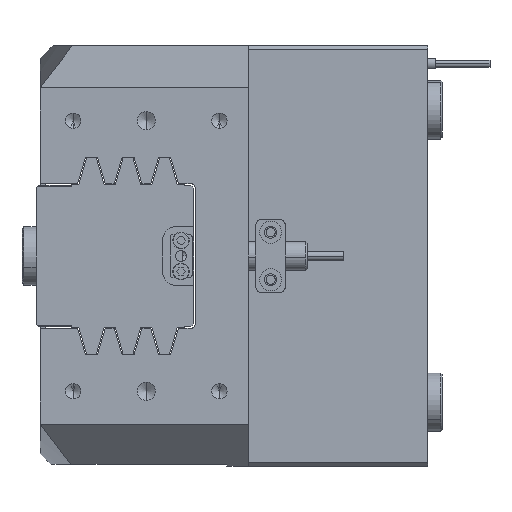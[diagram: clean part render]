
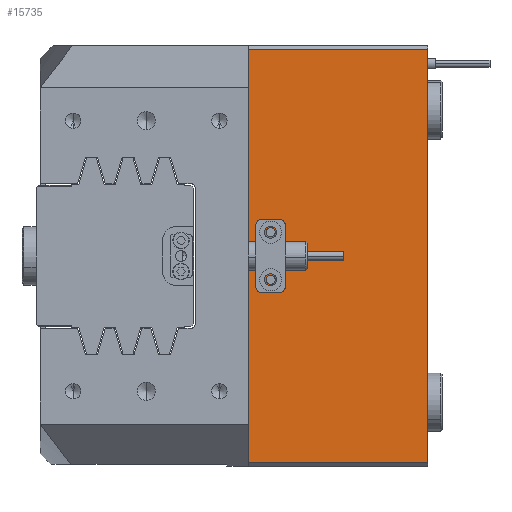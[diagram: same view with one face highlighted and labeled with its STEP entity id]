
A CAD part, left-side view. The second image highlights one B-rep face of the part: STEP entity #15735.
In plain terms, the highlighted planar face has unit normal (-1, 0, 0).
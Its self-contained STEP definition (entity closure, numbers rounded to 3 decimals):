
#335 = CARTESIAN_POINT ( 'NONE',  ( -93., -14.5, 56.5 ) ) ;
#449 = ORIENTED_EDGE ( 'NONE', *, *, #11081, .F. ) ;
#480 = AXIS2_PLACEMENT_3D ( 'NONE', #23301, #29697, #6995 ) ;
#1157 = VERTEX_POINT ( 'NONE', #19502 ) ;
#2830 = CARTESIAN_POINT ( 'NONE',  ( -93., -63.5, 57.5 ) ) ;
#3490 = FACE_BOUND ( 'NONE', #8330, .T. ) ;
#4277 = CARTESIAN_POINT ( 'NONE',  ( -93., -20.5, 5.25 ) ) ;
#4694 = VERTEX_POINT ( 'NONE', #30755 ) ;
#6970 = AXIS2_PLACEMENT_3D ( 'NONE', #10027, #26155, #13085 ) ;
#6995 = DIRECTION ( 'NONE',  ( 0., 1., 0. ) ) ;
#7487 = CIRCLE ( 'NONE', #37551, 1.25 ) ;
#8330 = EDGE_LOOP ( 'NONE', ( #16542, #27434 ) ) ;
#8602 = VECTOR ( 'NONE', #33677, 1000. ) ;
#8705 = DIRECTION ( 'NONE',  ( -1., 0., 0. ) ) ;
#9156 = CIRCLE ( 'NONE', #10160, 1.25 ) ;
#10027 = CARTESIAN_POINT ( 'NONE',  ( -93., -20.5, 6.5 ) ) ;
#10160 = AXIS2_PLACEMENT_3D ( 'NONE', #40064, #8705, #17773 ) ;
#10385 = CARTESIAN_POINT ( 'NONE',  ( -93., -20.5, -7.75 ) ) ;
#10612 = CARTESIAN_POINT ( 'NONE',  ( -93., -63.5, 56.5 ) ) ;
#11001 = DIRECTION ( 'NONE',  ( -1., 0., 0. ) ) ;
#11081 = EDGE_CURVE ( 'NONE', #36739, #37054, #36046, .T. ) ;
#11200 = EDGE_CURVE ( 'NONE', #31088, #4694, #19616, .T. ) ;
#11913 = DIRECTION ( 'NONE',  ( -1., 0., 0. ) ) ;
#12318 = DIRECTION ( 'NONE',  ( 0., 0., -1. ) ) ;
#13085 = DIRECTION ( 'NONE',  ( 0., 0., 1. ) ) ;
#13898 = VERTEX_POINT ( 'NONE', #10385 ) ;
#14175 = DIRECTION ( 'NONE',  ( 0., 0., 1. ) ) ;
#14347 = DIRECTION ( 'NONE',  ( 0., -1., 0. ) ) ;
#15054 = EDGE_LOOP ( 'NONE', ( #30923, #34921, #449, #19053 ) ) ;
#15616 = EDGE_CURVE ( 'NONE', #13898, #1157, #7487, .T. ) ;
#15735 = ADVANCED_FACE ( 'NONE', ( #3490, #33390, #24894 ), #23152, .F. ) ;
#16404 = LINE ( 'NONE', #17836, #34815 ) ;
#16542 = ORIENTED_EDGE ( 'NONE', *, *, #21141, .F. ) ;
#17402 = CARTESIAN_POINT ( 'NONE',  ( -93., -14.5, -56.5 ) ) ;
#17626 = VECTOR ( 'NONE', #28307, 1000. ) ;
#17773 = DIRECTION ( 'NONE',  ( 0., 0., 1. ) ) ;
#17787 = LINE ( 'NONE', #27912, #33727 ) ;
#17836 = CARTESIAN_POINT ( 'NONE',  ( -93., -63.5, -56.5 ) ) ;
#18542 = LINE ( 'NONE', #30494, #8602 ) ;
#19053 = ORIENTED_EDGE ( 'NONE', *, *, #38331, .T. ) ;
#19502 = CARTESIAN_POINT ( 'NONE',  ( -93., -20.5, -5.25 ) ) ;
#19616 = CIRCLE ( 'NONE', #24381, 1.25 ) ;
#19830 = VERTEX_POINT ( 'NONE', #17402 ) ;
#20411 = VERTEX_POINT ( 'NONE', #335 ) ;
#21141 = EDGE_CURVE ( 'NONE', #1157, #13898, #9156, .T. ) ;
#21732 = ORIENTED_EDGE ( 'NONE', *, *, #22503, .F. ) ;
#22503 = EDGE_CURVE ( 'NONE', #4694, #31088, #25534, .T. ) ;
#22973 = ORIENTED_EDGE ( 'NONE', *, *, #11200, .F. ) ;
#23152 = PLANE ( 'NONE',  #480 ) ;
#23301 = CARTESIAN_POINT ( 'NONE',  ( -93., -63.5, 57.5 ) ) ;
#23946 = CARTESIAN_POINT ( 'NONE',  ( -93., -20.5, 6.5 ) ) ;
#24381 = AXIS2_PLACEMENT_3D ( 'NONE', #23946, #11001, #14175 ) ;
#24894 = FACE_OUTER_BOUND ( 'NONE', #15054, .T. ) ;
#25534 = CIRCLE ( 'NONE', #6970, 1.25 ) ;
#26155 = DIRECTION ( 'NONE',  ( -1., 0., 0. ) ) ;
#27434 = ORIENTED_EDGE ( 'NONE', *, *, #15616, .F. ) ;
#27912 = CARTESIAN_POINT ( 'NONE',  ( -93., -14.5, 57.5 ) ) ;
#28307 = DIRECTION ( 'NONE',  ( 0., 0., -1. ) ) ;
#29401 = EDGE_LOOP ( 'NONE', ( #21732, #22973 ) ) ;
#29697 = DIRECTION ( 'NONE',  ( 1., 0., 0. ) ) ;
#30494 = CARTESIAN_POINT ( 'NONE',  ( -93., -63.5, 56.5 ) ) ;
#30755 = CARTESIAN_POINT ( 'NONE',  ( -93., -20.5, 7.75 ) ) ;
#30802 = EDGE_CURVE ( 'NONE', #19830, #37054, #16404, .T. ) ;
#30923 = ORIENTED_EDGE ( 'NONE', *, *, #32510, .T. ) ;
#30975 = CARTESIAN_POINT ( 'NONE',  ( -93., -20.5, -6.5 ) ) ;
#31088 = VERTEX_POINT ( 'NONE', #4277 ) ;
#32510 = EDGE_CURVE ( 'NONE', #20411, #19830, #17787, .T. ) ;
#33390 = FACE_BOUND ( 'NONE', #29401, .T. ) ;
#33428 = CARTESIAN_POINT ( 'NONE',  ( -93., -63.5, -56.5 ) ) ;
#33677 = DIRECTION ( 'NONE',  ( 0., 1., 0. ) ) ;
#33727 = VECTOR ( 'NONE', #12318, 1000. ) ;
#34162 = DIRECTION ( 'NONE',  ( 0., 0., 1. ) ) ;
#34815 = VECTOR ( 'NONE', #14347, 1000. ) ;
#34921 = ORIENTED_EDGE ( 'NONE', *, *, #30802, .T. ) ;
#36046 = LINE ( 'NONE', #2830, #17626 ) ;
#36739 = VERTEX_POINT ( 'NONE', #10612 ) ;
#37054 = VERTEX_POINT ( 'NONE', #33428 ) ;
#37551 = AXIS2_PLACEMENT_3D ( 'NONE', #30975, #11913, #34162 ) ;
#38331 = EDGE_CURVE ( 'NONE', #36739, #20411, #18542, .T. ) ;
#40064 = CARTESIAN_POINT ( 'NONE',  ( -93., -20.5, -6.5 ) ) ;
